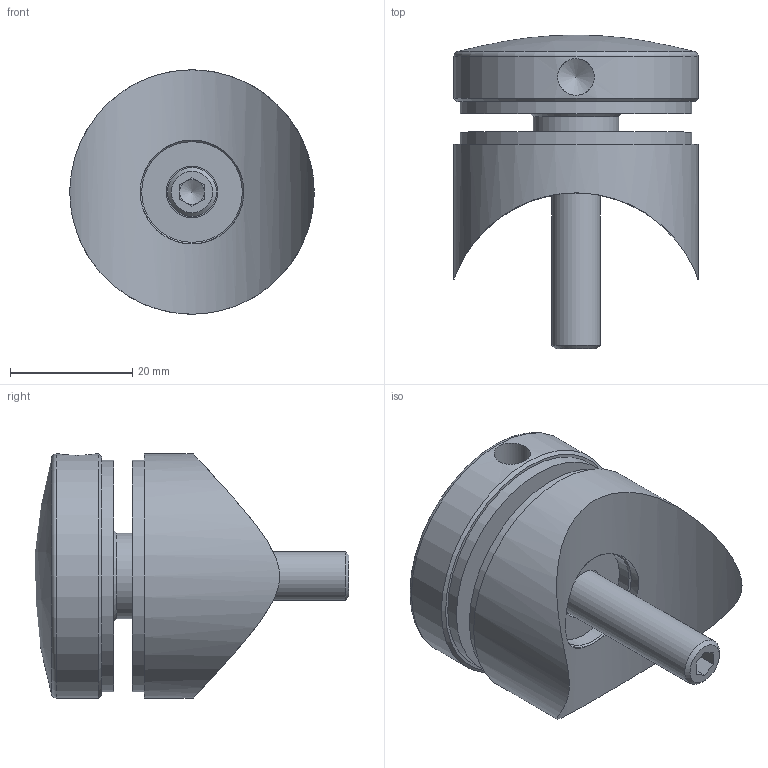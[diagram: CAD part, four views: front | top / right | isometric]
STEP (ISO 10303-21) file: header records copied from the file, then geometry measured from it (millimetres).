
FILE_DESCRIPTION (( 'STEP AP203' ), '1' );
FILE_NAME ('60231-240.step', '2022-11-03T08:39:38', ( '' ), ( '' ), 'SwSTEP 2.0', 'SolidWorks 2018', '' );
FILE_SCHEMA (( 'CONFIG_CONTROL_DESIGN' ));
Length unit declared in the file: millimetre
Products named in the file (6): 6023X-240 Teil4_6023X-240 Teil4; 60231-240; DIN913_DIN 913 M8x45; 60230-240 Teil2_60231-240 Teil 2; 60230-240 Teil1_60230-240 Teil1; 6023X-240 Teil3_6023X-240 Teil3
Assembly tree (5 placements, depth 2):
  60231-240
    60230-240 Teil1_60230-240 Teil1
    60230-240 Teil2_60231-240 Teil 2
    6023X-240 Teil3_6023X-240 Teil3
    DIN913_DIN 913 M8x45
    6023X-240 Teil4_6023X-240 Teil4
Bounding box: 40 x 51.41 x 40 mm (x, y, z)
Volume: 30912.3 mm3; surface area: 15020.3 mm2
Topology: 5 solids, 5 shells, 277 faces, 702 edges, 463 vertices
Faces by surface type: plane 137, bspline 110, cylinder 16, cone 12, sphere 1, torus 1
Full cylindrical faces by diameter (mm): 6 x1, 6.8 x1, 8 x1, 8.5 x2, 11 x2, 14 x1, 16.5 x1, 38 x2, 40 x2
Entity records: 15270 total; most frequent: CARTESIAN_POINT 8851, ORIENTED_EDGE 1332, DIRECTION 833, EDGE_CURVE 666, VERTEX_POINT 453, LINE 401, VECTOR 401, EDGE_LOOP 337
